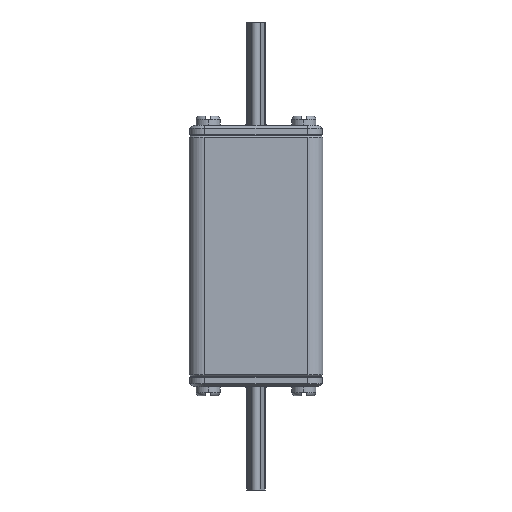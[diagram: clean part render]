
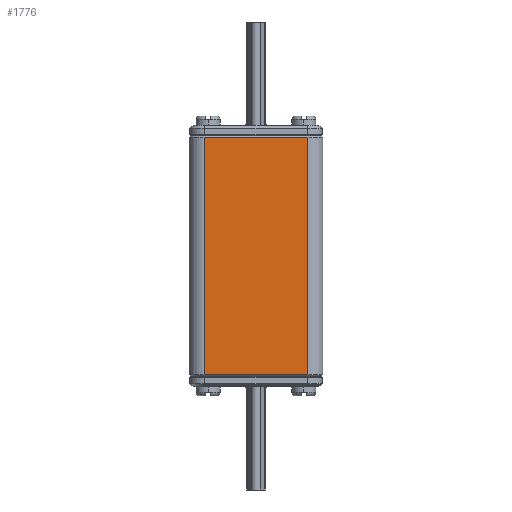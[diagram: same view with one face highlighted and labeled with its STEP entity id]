
A CAD part, front view. The second image highlights one B-rep face of the part: STEP entity #1776.
In plain terms, the highlighted planar face has unit normal (0, -1, 0).
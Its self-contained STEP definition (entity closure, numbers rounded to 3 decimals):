
#300=DIRECTION('',(1.,0.,0.));
#301=VECTOR('',#300,34.5);
#302=CARTESIAN_POINT('',(-17.25,-22.25,0.5));
#303=LINE('',#302,#301);
#439=DIRECTION('',(0.,0.,1.));
#440=VECTOR('',#439,79.);
#441=CARTESIAN_POINT('',(17.25,-22.25,0.5));
#442=LINE('',#441,#440);
#460=DIRECTION('',(0.,0.,-1.));
#461=VECTOR('',#460,79.);
#462=CARTESIAN_POINT('',(-17.25,-22.25,79.5));
#463=LINE('',#462,#461);
#637=DIRECTION('',(-1.,0.,0.));
#638=VECTOR('',#637,34.5);
#639=CARTESIAN_POINT('',(17.25,-22.25,79.5));
#640=LINE('',#639,#638);
#1330=CARTESIAN_POINT('',(17.25,-22.25,0.5));
#1331=VERTEX_POINT('',#1330);
#1332=CARTESIAN_POINT('',(-17.25,-22.25,0.5));
#1333=VERTEX_POINT('',#1332);
#1464=CARTESIAN_POINT('',(17.25,-22.25,79.5));
#1465=VERTEX_POINT('',#1464);
#1466=CARTESIAN_POINT('',(-17.25,-22.25,79.5));
#1467=VERTEX_POINT('',#1466);
#1763=CARTESIAN_POINT('',(-17.25,-22.25,0.));
#1764=DIRECTION('',(0.,-1.,0.));
#1765=DIRECTION('',(1.,0.,0.));
#1766=AXIS2_PLACEMENT_3D('',#1763,#1764,#1765);
#1767=PLANE('',#1766);
#1768=ORIENTED_EDGE('',*,*,#1581,.F.);
#1770=ORIENTED_EDGE('',*,*,#1769,.F.);
#1772=ORIENTED_EDGE('',*,*,#1771,.F.);
#1773=ORIENTED_EDGE('',*,*,#1755,.F.);
#1774=EDGE_LOOP('',(#1768,#1770,#1772,#1773));
#1775=FACE_OUTER_BOUND('',#1774,.F.);
#1581=EDGE_CURVE('',#1333,#1331,#303,.T.);
#1755=EDGE_CURVE('',#1331,#1465,#442,.T.);
#1769=EDGE_CURVE('',#1467,#1333,#463,.T.);
#1771=EDGE_CURVE('',#1465,#1467,#640,.T.);
#1776=ADVANCED_FACE('',(#1775),#1767,.T.);
